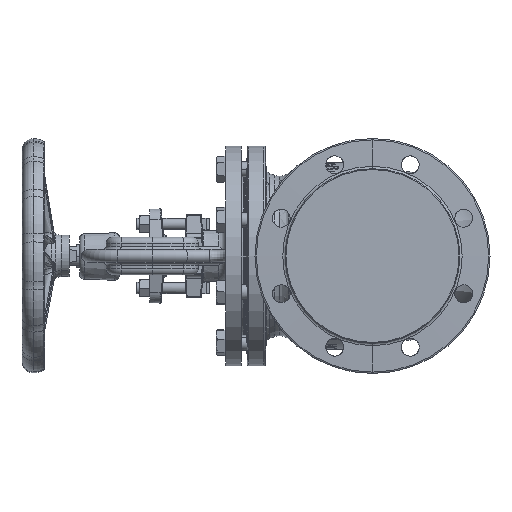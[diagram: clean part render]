
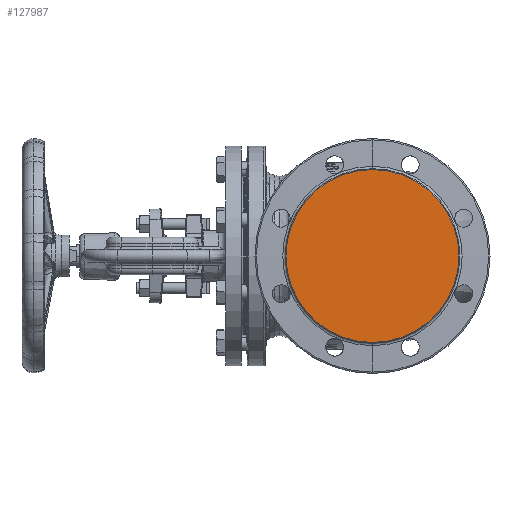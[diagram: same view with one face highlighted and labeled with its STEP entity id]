
A CAD part, left-side view. The second image highlights one B-rep face of the part: STEP entity #127987.
In plain terms, the highlighted planar face has unit normal (-1, 0, 0).
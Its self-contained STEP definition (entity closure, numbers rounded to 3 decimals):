
#1229 = CIRCLE ( 'NONE', #81902, 92. ) ;
#14375 = AXIS2_PLACEMENT_3D ( 'NONE', #142578, #87013, #66776 ) ;
#14673 = FACE_OUTER_BOUND ( 'NONE', #24219, .T. ) ;
#16237 = DIRECTION ( 'NONE',  ( -1., 0., 0. ) ) ;
#24219 = EDGE_LOOP ( 'NONE', ( #76796, #115694 ) ) ;
#39583 = VERTEX_POINT ( 'NONE', #111974 ) ;
#46108 = CARTESIAN_POINT ( 'NONE',  ( -200., 0., 0. ) ) ;
#52575 = EDGE_CURVE ( 'NONE', #39583, #81837, #1229, .T. ) ;
#60311 = DIRECTION ( 'NONE',  ( 0., 0., 1. ) ) ;
#66776 = DIRECTION ( 'NONE',  ( 0., 0., 1. ) ) ;
#76796 = ORIENTED_EDGE ( 'NONE', *, *, #128818, .T. ) ;
#81108 = CARTESIAN_POINT ( 'NONE',  ( -200., 0., 0. ) ) ;
#81837 = VERTEX_POINT ( 'NONE', #134167 ) ;
#81902 = AXIS2_PLACEMENT_3D ( 'NONE', #46108, #16237, #60311 ) ;
#87013 = DIRECTION ( 'NONE',  ( -1., 0., 0. ) ) ;
#108928 = CIRCLE ( 'NONE', #14375, 92. ) ;
#110769 = DIRECTION ( 'NONE',  ( 0., 0., 1. ) ) ;
#111066 = AXIS2_PLACEMENT_3D ( 'NONE', #81108, #125130, #110769 ) ;
#111465 = PLANE ( 'NONE',  #111066 ) ;
#111974 = CARTESIAN_POINT ( 'NONE',  ( -200., 0., 92. ) ) ;
#115694 = ORIENTED_EDGE ( 'NONE', *, *, #52575, .T. ) ;
#125130 = DIRECTION ( 'NONE',  ( -1., 0., 0. ) ) ;
#127987 = ADVANCED_FACE ( 'NONE', ( #14673 ), #111465, .T. ) ;
#128818 = EDGE_CURVE ( 'NONE', #81837, #39583, #108928, .T. ) ;
#134167 = CARTESIAN_POINT ( 'NONE',  ( -200., 0., -92. ) ) ;
#142578 = CARTESIAN_POINT ( 'NONE',  ( -200., 0., 0. ) ) ;
